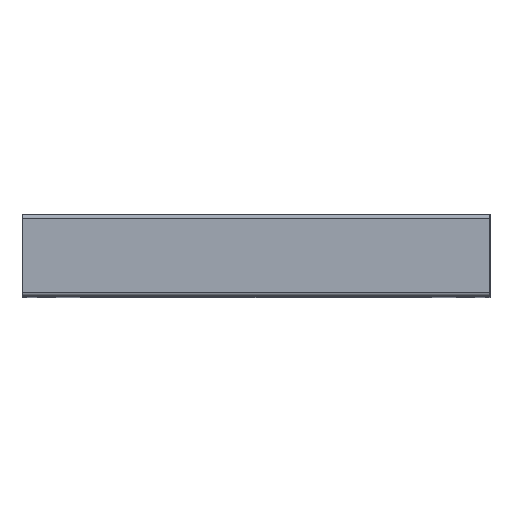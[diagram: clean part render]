
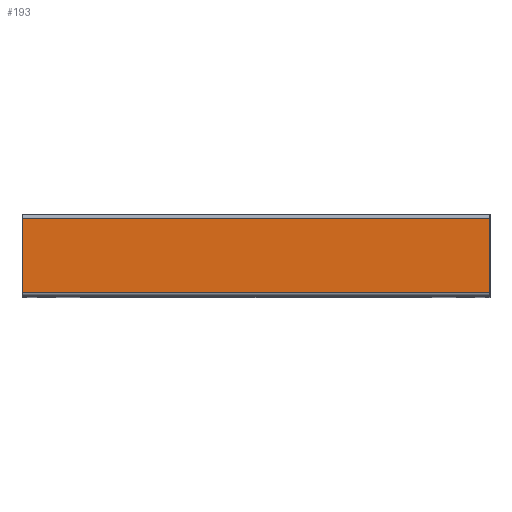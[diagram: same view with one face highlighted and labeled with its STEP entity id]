
A CAD part, top view. The second image highlights one B-rep face of the part: STEP entity #193.
In plain terms, the highlighted planar face has unit normal (0, 0, 1).
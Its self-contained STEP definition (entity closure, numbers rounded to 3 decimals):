
#17 = EDGE_CURVE ( 'NONE', #832, #399, #1495, .T. ) ;
#52 = DIRECTION ( 'NONE',  ( 0., -1., 0. ) ) ;
#193 = ADVANCED_FACE ( 'NONE', ( #1361 ), #2387, .F. ) ;
#219 = DIRECTION ( 'NONE',  ( -1., 0., 0. ) ) ;
#223 = VECTOR ( 'NONE', #2708, 1000. ) ;
#344 = DIRECTION ( 'NONE',  ( 0., 1., 0. ) ) ;
#346 = CARTESIAN_POINT ( 'NONE',  ( 200., 66.5, 286.5 ) ) ;
#399 = VERTEX_POINT ( 'NONE', #3306 ) ;
#441 = VECTOR ( 'NONE', #344, 1000. ) ;
#832 = VERTEX_POINT ( 'NONE', #346 ) ;
#1196 = VECTOR ( 'NONE', #52, 1000. ) ;
#1361 = FACE_OUTER_BOUND ( 'NONE', #3315, .T. ) ;
#1414 = CARTESIAN_POINT ( 'NONE',  ( 200., 70., 286.5 ) ) ;
#1495 = LINE ( 'NONE', #1414, #1196 ) ;
#1504 = CARTESIAN_POINT ( 'NONE',  ( 200., 70., 286.5 ) ) ;
#1517 = DIRECTION ( 'NONE',  ( 0., 0., -1. ) ) ;
#1666 = ORIENTED_EDGE ( 'NONE', *, *, #1994, .F. ) ;
#1690 = VERTEX_POINT ( 'NONE', #2022 ) ;
#1731 = AXIS2_PLACEMENT_3D ( 'NONE', #1504, #1517, #219 ) ;
#1827 = CARTESIAN_POINT ( 'NONE',  ( -200., 66.5, 286.5 ) ) ;
#1994 = EDGE_CURVE ( 'NONE', #1690, #2567, #2057, .T. ) ;
#2022 = CARTESIAN_POINT ( 'NONE',  ( -200., 3.5, 286.5 ) ) ;
#2057 = LINE ( 'NONE', #2566, #441 ) ;
#2219 = EDGE_CURVE ( 'NONE', #832, #2567, #2979, .T. ) ;
#2343 = CARTESIAN_POINT ( 'NONE',  ( -200., 66.5, 286.5 ) ) ;
#2387 = PLANE ( 'NONE',  #1731 ) ;
#2399 = DIRECTION ( 'NONE',  ( -1., 0., 0. ) ) ;
#2424 = LINE ( 'NONE', #3550, #223 ) ;
#2471 = ORIENTED_EDGE ( 'NONE', *, *, #2219, .T. ) ;
#2566 = CARTESIAN_POINT ( 'NONE',  ( -200., 70., 286.5 ) ) ;
#2567 = VERTEX_POINT ( 'NONE', #2343 ) ;
#2666 = ORIENTED_EDGE ( 'NONE', *, *, #17, .F. ) ;
#2708 = DIRECTION ( 'NONE',  ( 1., 0., 0. ) ) ;
#2979 = LINE ( 'NONE', #1827, #3240 ) ;
#3039 = EDGE_CURVE ( 'NONE', #1690, #399, #2424, .T. ) ;
#3240 = VECTOR ( 'NONE', #2399, 1000. ) ;
#3264 = ORIENTED_EDGE ( 'NONE', *, *, #3039, .T. ) ;
#3306 = CARTESIAN_POINT ( 'NONE',  ( 200., 3.5, 286.5 ) ) ;
#3315 = EDGE_LOOP ( 'NONE', ( #1666, #3264, #2666, #2471 ) ) ;
#3550 = CARTESIAN_POINT ( 'NONE',  ( 200., 3.5, 286.5 ) ) ;
